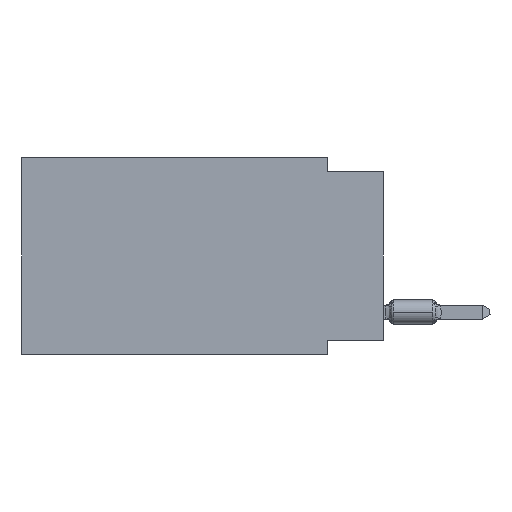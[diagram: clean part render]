
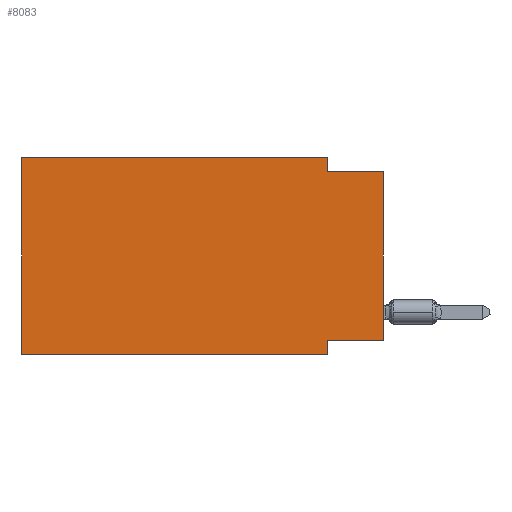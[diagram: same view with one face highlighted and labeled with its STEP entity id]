
A CAD part, left-side view. The second image highlights one B-rep face of the part: STEP entity #8083.
In plain terms, the highlighted planar face has unit normal (-1, 0, 0).
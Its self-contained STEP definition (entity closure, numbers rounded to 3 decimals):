
#647 = VERTEX_POINT ( 'NONE', #15183 ) ;
#970 = EDGE_LOOP ( 'NONE', ( #16173, #74078, #42359, #14695, #7559, #57786, #4330, #17706 ) ) ;
#3087 = CARTESIAN_POINT ( 'NONE',  ( 0., 2.54, 0. ) ) ;
#3942 = VERTEX_POINT ( 'NONE', #44756 ) ;
#4034 = CARTESIAN_POINT ( 'NONE',  ( 0., 2.54, -8.89 ) ) ;
#4330 = ORIENTED_EDGE ( 'NONE', *, *, #10232, .F. ) ;
#7016 = CARTESIAN_POINT ( 'NONE',  ( 0., 0., -8.255 ) ) ;
#7559 = ORIENTED_EDGE ( 'NONE', *, *, #64967, .F. ) ;
#8069 = EDGE_CURVE ( 'NONE', #48429, #57317, #73273, .T. ) ;
#8083 = ADVANCED_FACE ( 'NONE', ( #38709 ), #56954, .F. ) ;
#8873 = CARTESIAN_POINT ( 'NONE',  ( 0., 0., -8.255 ) ) ;
#8988 = VECTOR ( 'NONE', #14079, 1000. ) ;
#10142 = DIRECTION ( 'NONE',  ( 0., 0., -1. ) ) ;
#10232 = EDGE_CURVE ( 'NONE', #57317, #49815, #65508, .T. ) ;
#10487 = CARTESIAN_POINT ( 'NONE',  ( 0., 16.383, 0. ) ) ;
#13917 = DIRECTION ( 'NONE',  ( 0., 0., -1. ) ) ;
#14079 = DIRECTION ( 'NONE',  ( 0., -1., 0. ) ) ;
#14695 = ORIENTED_EDGE ( 'NONE', *, *, #77869, .F. ) ;
#14918 = CARTESIAN_POINT ( 'NONE',  ( 0., 2.54, -0.635 ) ) ;
#15183 = CARTESIAN_POINT ( 'NONE',  ( 0., 0., -0.635 ) ) ;
#16075 = VECTOR ( 'NONE', #74440, 1000. ) ;
#16173 = ORIENTED_EDGE ( 'NONE', *, *, #66757, .T. ) ;
#16437 = DIRECTION ( 'NONE',  ( 0., 0., 1. ) ) ;
#17706 = ORIENTED_EDGE ( 'NONE', *, *, #8069, .F. ) ;
#19251 = EDGE_CURVE ( 'NONE', #39479, #75373, #57151, .T. ) ;
#21633 = LINE ( 'NONE', #70831, #52747 ) ;
#23450 = DIRECTION ( 'NONE',  ( 0., 0., -1. ) ) ;
#25992 = LINE ( 'NONE', #50194, #8988 ) ;
#28088 = VECTOR ( 'NONE', #55722, 1000. ) ;
#30488 = VECTOR ( 'NONE', #16437, 1000. ) ;
#35479 = DIRECTION ( 'NONE',  ( 0., -1., 0. ) ) ;
#35523 = CARTESIAN_POINT ( 'NONE',  ( 0., 16.383, 0. ) ) ;
#35918 = LINE ( 'NONE', #35523, #28088 ) ;
#36337 = AXIS2_PLACEMENT_3D ( 'NONE', #75620, #62916, #10142 ) ;
#37046 = EDGE_CURVE ( 'NONE', #59985, #49815, #25992, .T. ) ;
#38709 = FACE_OUTER_BOUND ( 'NONE', #970, .T. ) ;
#39479 = VERTEX_POINT ( 'NONE', #3087 ) ;
#42359 = ORIENTED_EDGE ( 'NONE', *, *, #19251, .F. ) ;
#43200 = VECTOR ( 'NONE', #59802, 1000. ) ;
#44072 = CARTESIAN_POINT ( 'NONE',  ( 0., 2.54, 0. ) ) ;
#44756 = CARTESIAN_POINT ( 'NONE',  ( 0., 16.383, 0. ) ) ;
#46190 = LINE ( 'NONE', #10487, #30488 ) ;
#48429 = VERTEX_POINT ( 'NONE', #8873 ) ;
#49641 = EDGE_CURVE ( 'NONE', #75373, #647, #21633, .T. ) ;
#49815 = VERTEX_POINT ( 'NONE', #72392 ) ;
#50194 = CARTESIAN_POINT ( 'NONE',  ( 0., 16.383, -8.89 ) ) ;
#52747 = VECTOR ( 'NONE', #35479, 1000. ) ;
#52823 = CARTESIAN_POINT ( 'NONE',  ( 0., 16.383, -8.89 ) ) ;
#55722 = DIRECTION ( 'NONE',  ( 0., -1., 0. ) ) ;
#56256 = CARTESIAN_POINT ( 'NONE',  ( 0., 2.54, -8.255 ) ) ;
#56954 = PLANE ( 'NONE',  #36337 ) ;
#57151 = LINE ( 'NONE', #44072, #66466 ) ;
#57317 = VERTEX_POINT ( 'NONE', #56256 ) ;
#57786 = ORIENTED_EDGE ( 'NONE', *, *, #37046, .T. ) ;
#59440 = VECTOR ( 'NONE', #23450, 1000. ) ;
#59802 = DIRECTION ( 'NONE',  ( 0., 0., 1. ) ) ;
#59985 = VERTEX_POINT ( 'NONE', #52823 ) ;
#62916 = DIRECTION ( 'NONE',  ( 1., 0., 0. ) ) ;
#64967 = EDGE_CURVE ( 'NONE', #59985, #3942, #46190, .T. ) ;
#65508 = LINE ( 'NONE', #4034, #59440 ) ;
#65759 = LINE ( 'NONE', #77271, #43200 ) ;
#66466 = VECTOR ( 'NONE', #13917, 1000. ) ;
#66757 = EDGE_CURVE ( 'NONE', #48429, #647, #65759, .T. ) ;
#70831 = CARTESIAN_POINT ( 'NONE',  ( 0., 0., -0.635 ) ) ;
#72392 = CARTESIAN_POINT ( 'NONE',  ( 0., 2.54, -8.89 ) ) ;
#73273 = LINE ( 'NONE', #7016, #16075 ) ;
#74078 = ORIENTED_EDGE ( 'NONE', *, *, #49641, .F. ) ;
#74440 = DIRECTION ( 'NONE',  ( 0., 1., 0. ) ) ;
#75373 = VERTEX_POINT ( 'NONE', #14918 ) ;
#75620 = CARTESIAN_POINT ( 'NONE',  ( 0., 16.383, 0. ) ) ;
#77271 = CARTESIAN_POINT ( 'NONE',  ( 0., 0., 0. ) ) ;
#77869 = EDGE_CURVE ( 'NONE', #3942, #39479, #35918, .T. ) ;
